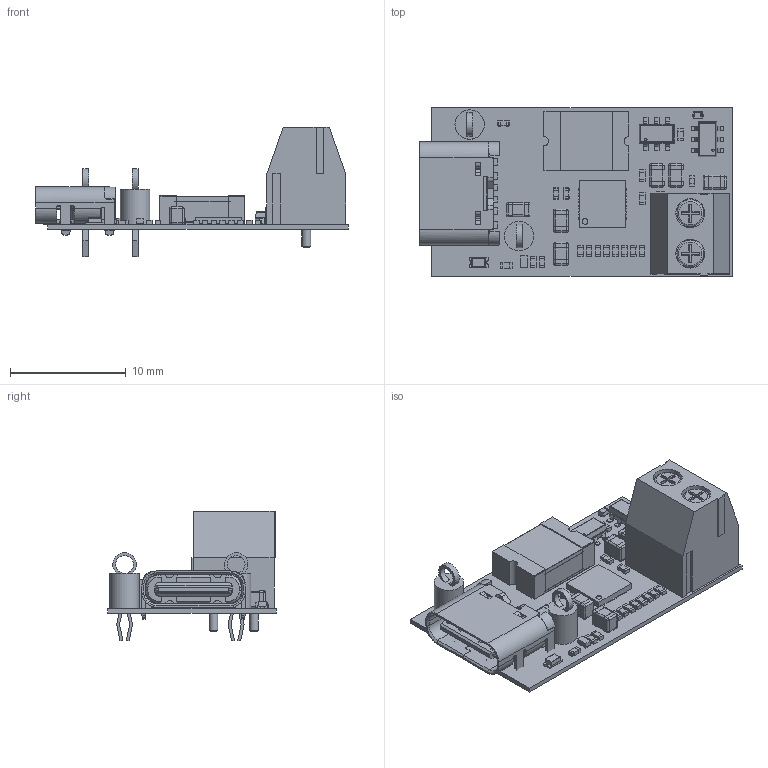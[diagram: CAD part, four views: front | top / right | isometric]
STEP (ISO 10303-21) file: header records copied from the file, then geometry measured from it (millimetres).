
FILE_DESCRIPTION(('Open CASCADE Model'),'2;1');
FILE_NAME('Open CASCADE Shape Model','2023-06-14T10:40:33',('Author'),( 'Open CASCADE'),'Open CASCADE STEP processor 6.8','Open CASCADE 6.8' ,'Unknown');
FILE_SCHEMA(('AUTOMOTIVE_DESIGN { 1 0 10303 214 1 1 1 1 }'));
Length unit declared in the file: millimetre
Products named in the file (102): PCB; Board; Open CASCADE STEP translator 6.8 1.1.1; TP2; 6447467552; TP1; Q2; 6447466592; Body; PinsArrayLR; Q1; 6447458912; R3; 6447461392; term1; term2; body; R1; 6447464112; R4; R2; R11; R7; R10; R6; R13; R12; R14; 6447465232; R9; R5; R8; Q3; 6447469472; Pins; P1; Screw_Terminal_Block_3.5mm_2-way; J1; 6447455552; IC1 ...
Assembly tree (117 placements, depth 4):
  PCB
    Board
      Open CASCADE STEP translator 6.8 1.1.1
    TP2
      6447467552
    TP1
      6447467552
    Q2
      6447466592
        Body
        PinsArrayLR
    Q1
      6447458912
        Body
        PinsArrayLR
    R3
      6447461392
        term1
        term2
        body
    R1
      6447464112
        term1
        term2
        body
    R4
      6447461392
        term1
        term2
        body
    R2
      6447464112
        term1
        term2
        body
    R11
      6447461392
        term1
        term2
        body
    R7
      6447464112
        term1
        term2
        body
    R10
      6447461392
        term1
        term2
        body
    R6
      6447464112
        term1
        term2
        body
    R13
      6447464112
        term1
        term2
        body
Bounding box: 27.08 x 14.61 x 11.2 mm (x, y, z)
Volume: 630.8 mm3; surface area: 2749.2 mm2
Topology: 136 solids, 137 shells, 2224 faces, 5478 edges, 3464 vertices
Faces by surface type: plane 1605, cylinder 503, sphere 84, cone 20, torus 8, bspline 4
Full cylindrical faces by diameter (mm): 0.203 x2, 0.5 x1, 0.75 x2, 1.8 x2, 2.3 x2, 2.5 x2, 2.54 x2
Entity records: 58685 total; most frequent: CARTESIAN_POINT 11753, ORIENTED_EDGE 9110, DIRECTION 8499, EDGE_CURVE 4567, LINE 3571, VECTOR 3571, VERTEX_POINT 2942, AXIS2_PLACEMENT_3D 2464
